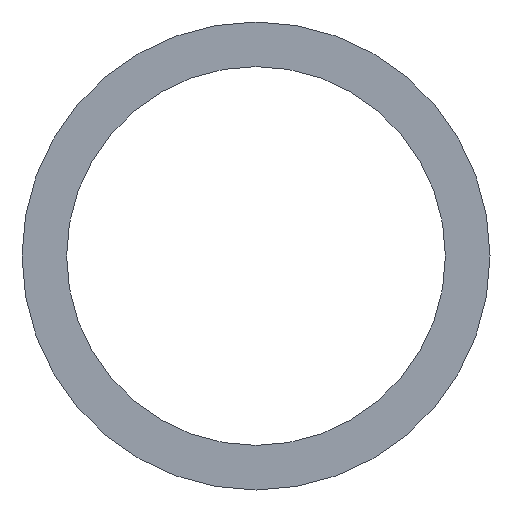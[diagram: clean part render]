
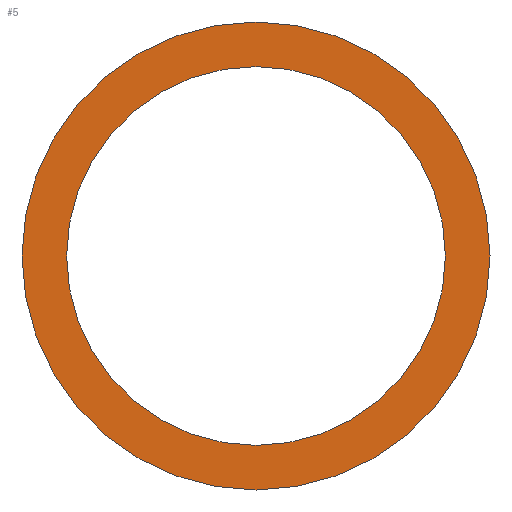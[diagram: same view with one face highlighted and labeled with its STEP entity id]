
A CAD part, front view. The second image highlights one B-rep face of the part: STEP entity #5.
In plain terms, the highlighted planar face has unit normal (0, -1, 0).
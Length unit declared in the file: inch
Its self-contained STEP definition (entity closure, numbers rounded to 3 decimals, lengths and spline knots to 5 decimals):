
#5 = ADVANCED_FACE ( 'NONE', ( #166, #216 ), #150, .F. ) ;
#12 = EDGE_CURVE ( 'NONE', #168, #63, #202, .T. ) ;
#14 = ORIENTED_EDGE ( 'NONE', *, *, #12, .F. ) ;
#15 = CARTESIAN_POINT ( 'NONE',  ( 0., -10., 0. ) ) ;
#17 = ORIENTED_EDGE ( 'NONE', *, *, #91, .T. ) ;
#18 = ORIENTED_EDGE ( 'NONE', *, *, #74, .T. ) ;
#22 = CARTESIAN_POINT ( 'NONE',  ( 0., -10., 0.525 ) ) ;
#31 = VERTEX_POINT ( 'NONE', #65 ) ;
#37 = DIRECTION ( 'NONE',  ( 0., 0., 1. ) ) ;
#38 = CARTESIAN_POINT ( 'NONE',  ( 0., -10., 0. ) ) ;
#53 = AXIS2_PLACEMENT_3D ( 'NONE', #149, #201, #184 ) ;
#54 = DIRECTION ( 'NONE',  ( 0., 1., 0. ) ) ;
#55 = CARTESIAN_POINT ( 'NONE',  ( 0., -10., 0. ) ) ;
#63 = VERTEX_POINT ( 'NONE', #72 ) ;
#65 = CARTESIAN_POINT ( 'NONE',  ( 0., -10., -0.425 ) ) ;
#71 = CARTESIAN_POINT ( 'NONE',  ( 0., -10., 0. ) ) ;
#72 = CARTESIAN_POINT ( 'NONE',  ( 0., -10., -0.525 ) ) ;
#74 = EDGE_CURVE ( 'NONE', #31, #221, #163, .T. ) ;
#76 = EDGE_CURVE ( 'NONE', #63, #168, #188, .T. ) ;
#88 = DIRECTION ( 'NONE',  ( 0., 1., 0. ) ) ;
#89 = DIRECTION ( 'NONE',  ( 0., 0., 1. ) ) ;
#91 = EDGE_CURVE ( 'NONE', #221, #31, #207, .T. ) ;
#111 = CARTESIAN_POINT ( 'NONE',  ( 0., -10., 0.425 ) ) ;
#114 = AXIS2_PLACEMENT_3D ( 'NONE', #71, #88, #37 ) ;
#117 = ORIENTED_EDGE ( 'NONE', *, *, #76, .F. ) ;
#128 = AXIS2_PLACEMENT_3D ( 'NONE', #15, #218, #181 ) ;
#130 = AXIS2_PLACEMENT_3D ( 'NONE', #38, #54, #212 ) ;
#149 = CARTESIAN_POINT ( 'NONE',  ( 0., -10., 0. ) ) ;
#150 = PLANE ( 'NONE',  #53 ) ;
#163 = CIRCLE ( 'NONE', #214, 0.425 ) ;
#165 = EDGE_LOOP ( 'NONE', ( #18, #17 ) ) ;
#166 = FACE_OUTER_BOUND ( 'NONE', #182, .T. ) ;
#168 = VERTEX_POINT ( 'NONE', #22 ) ;
#170 = DIRECTION ( 'NONE',  ( 0., 1., 0. ) ) ;
#181 = DIRECTION ( 'NONE',  ( 0., 0., 1. ) ) ;
#182 = EDGE_LOOP ( 'NONE', ( #117, #14 ) ) ;
#184 = DIRECTION ( 'NONE',  ( 0., 0., 1. ) ) ;
#188 = CIRCLE ( 'NONE', #114, 0.525 ) ;
#201 = DIRECTION ( 'NONE',  ( 0., 1., 0. ) ) ;
#202 = CIRCLE ( 'NONE', #128, 0.525 ) ;
#207 = CIRCLE ( 'NONE', #130, 0.425 ) ;
#212 = DIRECTION ( 'NONE',  ( 0., 0., 1. ) ) ;
#214 = AXIS2_PLACEMENT_3D ( 'NONE', #55, #170, #89 ) ;
#216 = FACE_BOUND ( 'NONE', #165, .T. ) ;
#218 = DIRECTION ( 'NONE',  ( 0., 1., 0. ) ) ;
#221 = VERTEX_POINT ( 'NONE', #111 ) ;
